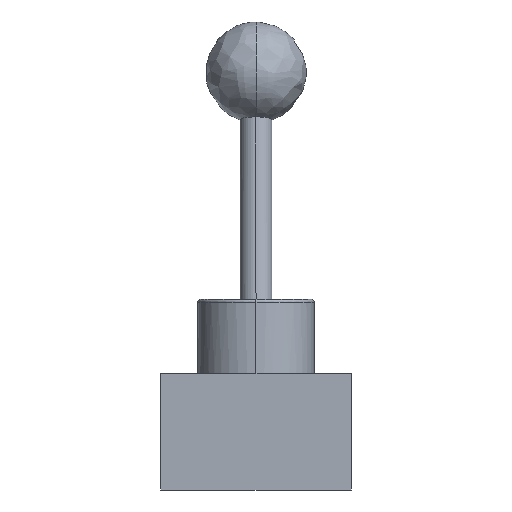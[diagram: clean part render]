
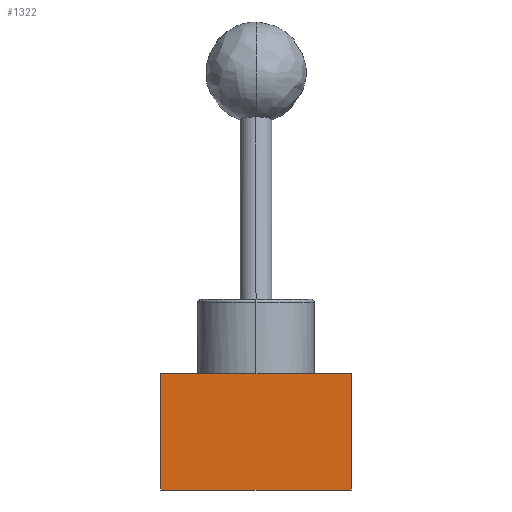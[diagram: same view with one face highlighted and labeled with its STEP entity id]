
A CAD part, left-side view. The second image highlights one B-rep face of the part: STEP entity #1322.
In plain terms, the highlighted planar face has unit normal (-1, 0, 0).
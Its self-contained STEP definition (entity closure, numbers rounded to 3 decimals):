
#7 = CARTESIAN_POINT ( 'NONE',  ( -96.995, -2., 94.398 ) ) ;
#70 = CARTESIAN_POINT ( 'NONE',  ( -96.995, -38., 72.398 ) ) ;
#97 = DIRECTION ( 'NONE',  ( 0., 1., 0. ) ) ;
#99 = CARTESIAN_POINT ( 'NONE',  ( -96.995, -20., 94.398 ) ) ;
#102 = EDGE_CURVE ( 'NONE', #1709, #1179, #666, .T. ) ;
#151 = EDGE_CURVE ( 'NONE', #630, #1709, #224, .T. ) ;
#219 = LINE ( 'NONE', #1597, #1706 ) ;
#224 = LINE ( 'NONE', #1672, #1817 ) ;
#259 = CARTESIAN_POINT ( 'NONE',  ( -96.995, -2., 72.398 ) ) ;
#348 = FACE_OUTER_BOUND ( 'NONE', #1408, .T. ) ;
#429 = VECTOR ( 'NONE', #1214, 1000. ) ;
#455 = LINE ( 'NONE', #1058, #429 ) ;
#530 = DIRECTION ( 'NONE',  ( 0., 0., -1. ) ) ;
#630 = VERTEX_POINT ( 'NONE', #259 ) ;
#664 = ORIENTED_EDGE ( 'NONE', *, *, #102, .F. ) ;
#666 = LINE ( 'NONE', #99, #1178 ) ;
#687 = CARTESIAN_POINT ( 'NONE',  ( -96.995, -20., 94.398 ) ) ;
#797 = CARTESIAN_POINT ( 'NONE',  ( -96.995, -38., 72.398 ) ) ;
#820 = CARTESIAN_POINT ( 'NONE',  ( -96.995, -38., 94.398 ) ) ;
#832 = DIRECTION ( 'NONE',  ( 0., -1., 0. ) ) ;
#871 = PLANE ( 'NONE',  #1384 ) ;
#888 = EDGE_CURVE ( 'NONE', #1179, #1553, #1176, .T. ) ;
#1015 = VECTOR ( 'NONE', #832, 1000. ) ;
#1022 = ORIENTED_EDGE ( 'NONE', *, *, #888, .F. ) ;
#1058 = CARTESIAN_POINT ( 'NONE',  ( -96.995, -20., 72.398 ) ) ;
#1078 = EDGE_CURVE ( 'NONE', #1496, #630, #455, .T. ) ;
#1145 = CARTESIAN_POINT ( 'NONE',  ( -96.995, -20., 94.398 ) ) ;
#1153 = ORIENTED_EDGE ( 'NONE', *, *, #151, .F. ) ;
#1176 = LINE ( 'NONE', #1145, #1015 ) ;
#1178 = VECTOR ( 'NONE', #1379, 1000. ) ;
#1179 = VERTEX_POINT ( 'NONE', #687 ) ;
#1214 = DIRECTION ( 'NONE',  ( 0., 1., 0. ) ) ;
#1308 = ORIENTED_EDGE ( 'NONE', *, *, #1486, .F. ) ;
#1322 = ADVANCED_FACE ( 'NONE', ( #348 ), #871, .F. ) ;
#1330 = ORIENTED_EDGE ( 'NONE', *, *, #1078, .F. ) ;
#1379 = DIRECTION ( 'NONE',  ( 0., -1., 0. ) ) ;
#1384 = AXIS2_PLACEMENT_3D ( 'NONE', #70, #1468, #97 ) ;
#1408 = EDGE_LOOP ( 'NONE', ( #1022, #664, #1153, #1330, #1308 ) ) ;
#1468 = DIRECTION ( 'NONE',  ( 1., 0., 0. ) ) ;
#1486 = EDGE_CURVE ( 'NONE', #1553, #1496, #219, .T. ) ;
#1496 = VERTEX_POINT ( 'NONE', #797 ) ;
#1536 = DIRECTION ( 'NONE',  ( 0., 0., 1. ) ) ;
#1553 = VERTEX_POINT ( 'NONE', #820 ) ;
#1597 = CARTESIAN_POINT ( 'NONE',  ( -96.995, -38., 83.398 ) ) ;
#1672 = CARTESIAN_POINT ( 'NONE',  ( -96.995, -2., 83.398 ) ) ;
#1706 = VECTOR ( 'NONE', #530, 1000. ) ;
#1709 = VERTEX_POINT ( 'NONE', #7 ) ;
#1817 = VECTOR ( 'NONE', #1536, 1000. ) ;
